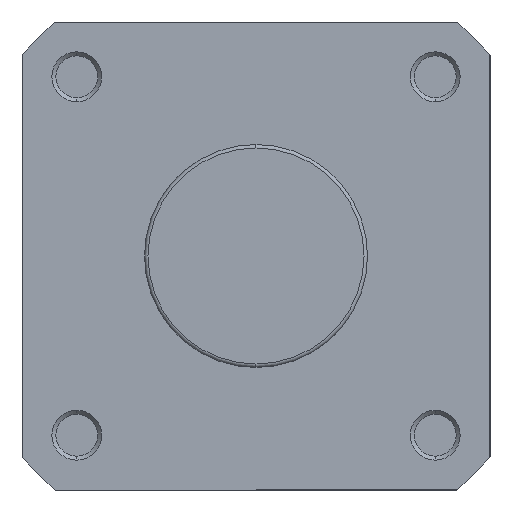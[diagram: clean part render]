
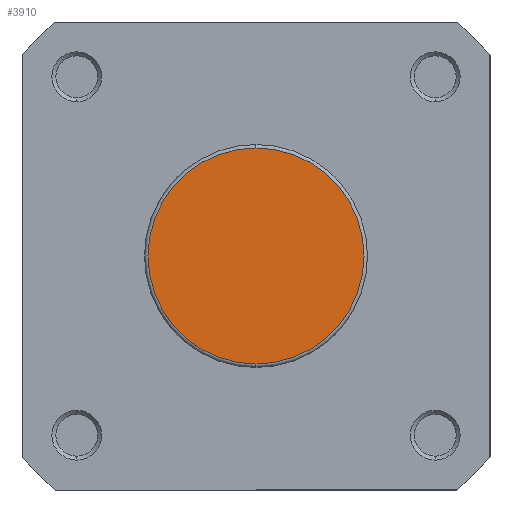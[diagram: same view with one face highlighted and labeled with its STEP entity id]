
A CAD part, left-side view. The second image highlights one B-rep face of the part: STEP entity #3910.
In plain terms, the highlighted planar face has unit normal (-1, 0, 0).
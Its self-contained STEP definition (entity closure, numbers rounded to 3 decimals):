
#233 = VERTEX_POINT ( 'NONE', #477 ) ;
#234 = VERTEX_POINT ( 'NONE', #478 ) ;
#477 = CARTESIAN_POINT ( 'NONE',  ( 0., 0., -21.7 ) ) ;
#478 = CARTESIAN_POINT ( 'NONE',  ( 0., 0., 21.7 ) ) ;
#551 = CARTESIAN_POINT ( 'NONE',  ( 0., 22.4, 0. ) ) ;
#552 = PLANE ( 'NONE',  #4597 ) ;
#554 = DIRECTION ( 'NONE',  ( 1., 0., 0. ) ) ;
#555 = DIRECTION ( 'NONE',  ( 0., 0., -1. ) ) ;
#908 = DIRECTION ( 'NONE',  ( -1., 0., 0. ) ) ;
#909 = DIRECTION ( 'NONE',  ( 0., 0., -1. ) ) ;
#1882 = AXIS2_PLACEMENT_3D ( 'NONE', #3177, #3184, #3185 ) ;
#1887 = AXIS2_PLACEMENT_3D ( 'NONE', #3192, #908, #909 ) ;
#3177 = CARTESIAN_POINT ( 'NONE',  ( 0., 0., 0. ) ) ;
#3184 = DIRECTION ( 'NONE',  ( -1., 0., 0. ) ) ;
#3185 = DIRECTION ( 'NONE',  ( 0., 0., -1. ) ) ;
#3192 = CARTESIAN_POINT ( 'NONE',  ( 0., 0., 0. ) ) ;
#3382 = CIRCLE ( 'NONE', #1882, 21.7 ) ;
#3386 = CIRCLE ( 'NONE', #1887, 21.7 ) ;
#3910 = ADVANCED_FACE ( 'NONE', ( #5166 ), #552, .F. ) ;
#4331 = EDGE_CURVE ( 'NONE', #234, #233, #3382, .T. ) ;
#4335 = EDGE_CURVE ( 'NONE', #233, #234, #3386, .T. ) ;
#4597 = AXIS2_PLACEMENT_3D ( 'NONE', #551, #554, #555 ) ;
#4654 = ORIENTED_EDGE ( 'NONE', *, *, #4331, .T. ) ;
#4655 = ORIENTED_EDGE ( 'NONE', *, *, #4335, .T. ) ;
#5068 = EDGE_LOOP ( 'NONE', ( #4655, #4654 ) ) ;
#5166 = FACE_OUTER_BOUND ( 'NONE', #5068, .T. ) ;
